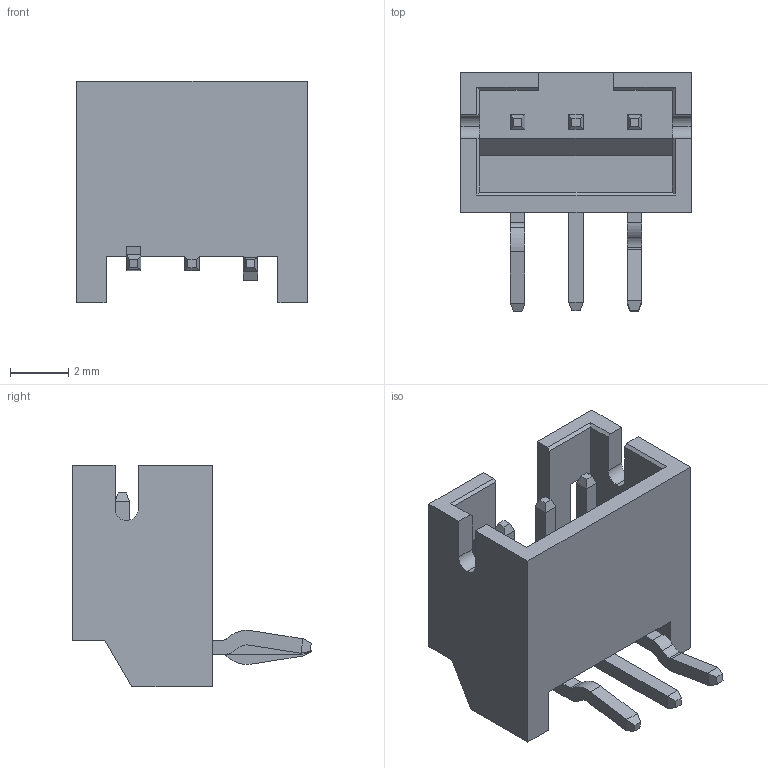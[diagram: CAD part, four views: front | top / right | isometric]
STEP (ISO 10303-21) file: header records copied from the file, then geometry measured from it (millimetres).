
FILE_DESCRIPTION (( 'STEP AP214' ), '1' );
FILE_NAME ('S3B-PH-K-S(LF)(SN).STEP', '2020-04-07T09:59:57', ( '' ), ( '' ), 'SwSTEP 2.0', 'SolidWorks 2017', '' );
FILE_SCHEMA (( 'AUTOMOTIVE_DESIGN' ));
Length unit declared in the file: millimetre
Products named in the file (1): S3B-PH-K-S(LF)(SN)
Bounding box: 7.9 x 8.18 x 7.6 mm (x, y, z)
Volume: 127.5 mm3; surface area: 407.9 mm2
Topology: 4 solids, 4 shells, 122 faces, 324 edges, 206 vertices
Faces by surface type: plane 105, cylinder 17
Entity records: 3783 total; most frequent: CARTESIAN_POINT 653, ORIENTED_EDGE 648, DIRECTION 604, EDGE_CURVE 324, VECTOR 290, LINE 290, VERTEX_POINT 206, AXIS2_PLACEMENT_3D 157
